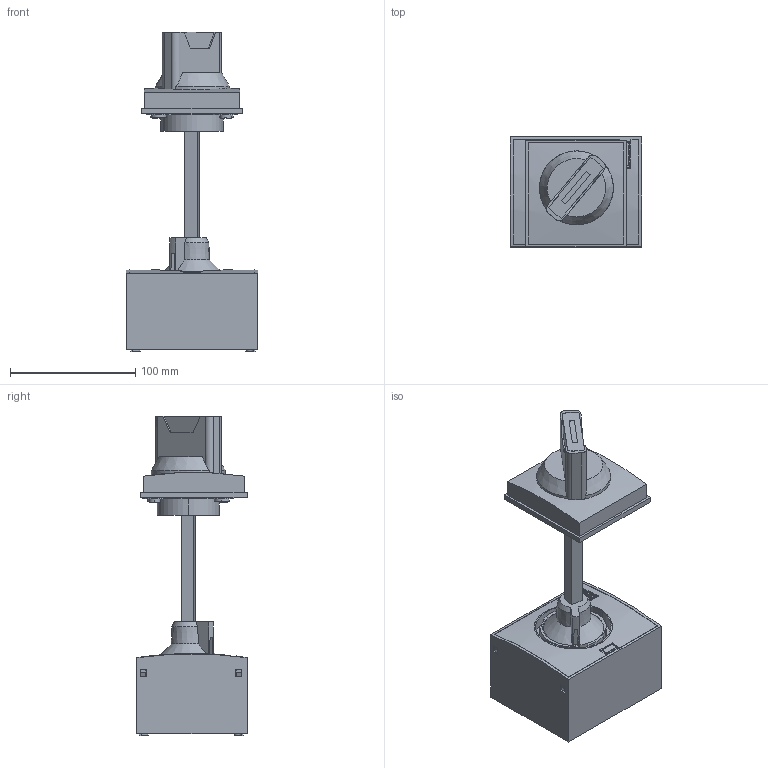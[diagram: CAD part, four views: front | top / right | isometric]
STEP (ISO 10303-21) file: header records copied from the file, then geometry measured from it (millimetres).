
FILE_DESCRIPTION((''),'2;1');
FILE_NAME('1655055674743_ASM','2022-06-12T23:11:36',('SESA621925'),('Schneider-Electric'),'CREO PARAMETRIC BY PTC INC, 2019471','CREO PARAMETRIC BY PTC INC, 2019471','');
FILE_SCHEMA(('AP242_MANAGED_MODEL_BASED_3D_ENGINEERING_MIM_LF { 1 0 10303 442 1 1 4 }'));
Length unit declared in the file: millimetre
Products named in the file (6): EMPTYNODE_1655055674790_ASM; DIRECT-ROTARY-HANDLE-250; DIRECT-ROTARY-HANDLE-250-3D_ASM; ROTARY-HANDLE2; ROTARY-HANDLE2-3D_ASM; 1655055674743_ASM
Assembly tree (5 placements, depth 3):
  1655055674743_ASM
    EMPTYNODE_1655055674790_ASM
    DIRECT-ROTARY-HANDLE-250-3D_ASM
      DIRECT-ROTARY-HANDLE-250
    ROTARY-HANDLE2-3D_ASM
      ROTARY-HANDLE2
Bounding box: 105 x 88 x 255.6 mm (x, y, z)
Volume: 506890.8 mm3; surface area: 146944.6 mm2
Topology: 3 solids, 3 shells, 793 faces, 2172 edges, 1446 vertices
Faces by surface type: plane 651, cylinder 137, cone 5
Entity records: 34181 total; most frequent: CARTESIAN_POINT 4804, ORIENTED_EDGE 4328, DIRECTION 4068, PRESENTATION_STYLE_ASSIGNMENT 2350, STYLED_ITEM 2179, CURVE_STYLE 2176, EDGE_CURVE 2164, VECTOR 1788
